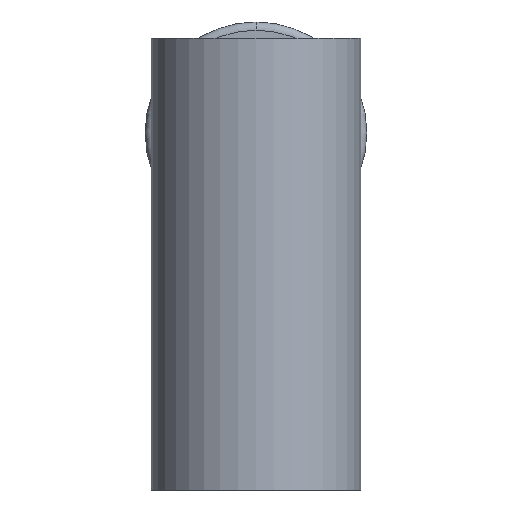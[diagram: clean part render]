
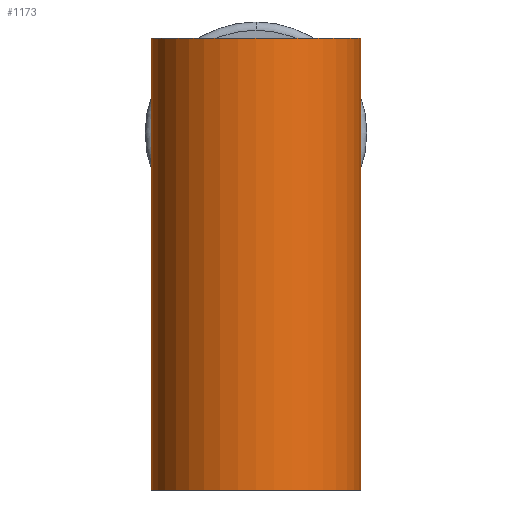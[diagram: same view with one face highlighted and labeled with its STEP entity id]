
A CAD part, front view. The second image highlights one B-rep face of the part: STEP entity #1173.
In plain terms, the highlighted cylindrical face has radius 2.55 mm (diameter 5.1 mm), a partial arc.
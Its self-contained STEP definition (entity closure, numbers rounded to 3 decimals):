
#21 = CIRCLE ( 'NONE', #84, 2.55 ) ;
#27 = CYLINDRICAL_SURFACE ( 'NONE', #628, 2.55 ) ;
#61 = LINE ( 'NONE', #425, #268 ) ;
#66 = DIRECTION ( 'NONE',  ( 0., 0., 1. ) ) ;
#84 = AXIS2_PLACEMENT_3D ( 'NONE', #1017, #193, #946 ) ;
#95 = DIRECTION ( 'NONE',  ( 0., 0., 1. ) ) ;
#140 = ORIENTED_EDGE ( 'NONE', *, *, #258, .F. ) ;
#145 = VECTOR ( 'NONE', #95, 1000. ) ;
#151 = ORIENTED_EDGE ( 'NONE', *, *, #617, .F. ) ;
#169 = VERTEX_POINT ( 'NONE', #477 ) ;
#183 = CIRCLE ( 'NONE', #1199, 2.55 ) ;
#193 = DIRECTION ( 'NONE',  ( 0., 0., 1. ) ) ;
#258 = EDGE_CURVE ( 'NONE', #682, #306, #183, .T. ) ;
#268 = VECTOR ( 'NONE', #1189, 1000. ) ;
#306 = VERTEX_POINT ( 'NONE', #458 ) ;
#319 = EDGE_LOOP ( 'NONE', ( #140, #151, #1161, #1192 ) ) ;
#329 = DIRECTION ( 'NONE',  ( -1., 0., 0. ) ) ;
#336 = EDGE_CURVE ( 'NONE', #169, #306, #937, .T. ) ;
#425 = CARTESIAN_POINT ( 'NONE',  ( -2.55, 2.55, -11. ) ) ;
#458 = CARTESIAN_POINT ( 'NONE',  ( 2.55, 2.55, 0. ) ) ;
#477 = CARTESIAN_POINT ( 'NONE',  ( 2.55, 2.55, -11. ) ) ;
#492 = CARTESIAN_POINT ( 'NONE',  ( 0., 2.55, -11. ) ) ;
#617 = EDGE_CURVE ( 'NONE', #680, #682, #61, .T. ) ;
#628 = AXIS2_PLACEMENT_3D ( 'NONE', #492, #768, #1157 ) ;
#663 = CARTESIAN_POINT ( 'NONE',  ( -2.55, 2.55, -11. ) ) ;
#680 = VERTEX_POINT ( 'NONE', #663 ) ;
#682 = VERTEX_POINT ( 'NONE', #1134 ) ;
#753 = CARTESIAN_POINT ( 'NONE',  ( 2.55, 2.55, -11. ) ) ;
#758 = EDGE_CURVE ( 'NONE', #680, #169, #21, .T. ) ;
#768 = DIRECTION ( 'NONE',  ( 0., 0., 1. ) ) ;
#899 = CARTESIAN_POINT ( 'NONE',  ( 0., 2.55, 0. ) ) ;
#937 = LINE ( 'NONE', #753, #145 ) ;
#946 = DIRECTION ( 'NONE',  ( -1., 0., 0. ) ) ;
#1017 = CARTESIAN_POINT ( 'NONE',  ( 0., 2.55, -11. ) ) ;
#1134 = CARTESIAN_POINT ( 'NONE',  ( -2.55, 2.55, 0. ) ) ;
#1157 = DIRECTION ( 'NONE',  ( 1., 0., 0. ) ) ;
#1161 = ORIENTED_EDGE ( 'NONE', *, *, #758, .T. ) ;
#1162 = FACE_OUTER_BOUND ( 'NONE', #319, .T. ) ;
#1173 = ADVANCED_FACE ( 'NONE', ( #1162 ), #27, .T. ) ;
#1189 = DIRECTION ( 'NONE',  ( 0., 0., 1. ) ) ;
#1192 = ORIENTED_EDGE ( 'NONE', *, *, #336, .T. ) ;
#1199 = AXIS2_PLACEMENT_3D ( 'NONE', #899, #66, #329 ) ;
